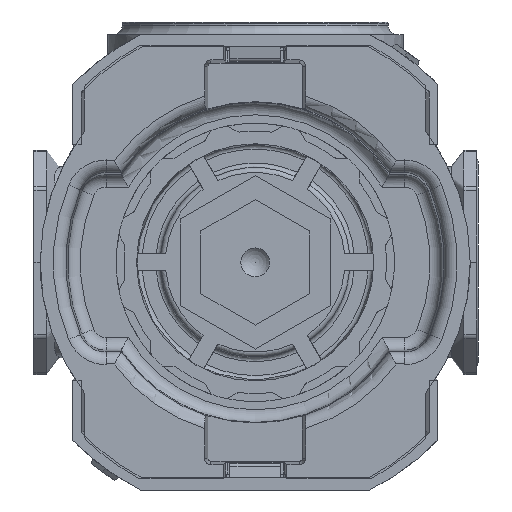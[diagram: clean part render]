
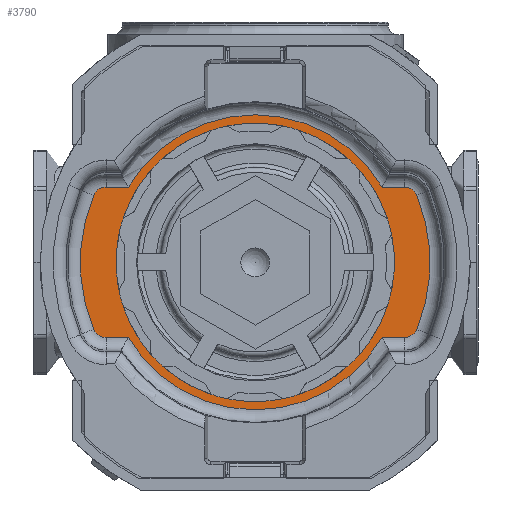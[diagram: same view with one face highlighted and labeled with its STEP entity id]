
A CAD part, front view. The second image highlights one B-rep face of the part: STEP entity #3790.
In plain terms, the highlighted planar face has unit normal (0, -1, 0).
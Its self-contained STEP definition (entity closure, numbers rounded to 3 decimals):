
#3790 = ADVANCED_FACE( '', ( #8681 ), #8682, .T. );
#8681 = FACE_OUTER_BOUND( '', #14734, .T. );
#8682 = PLANE( '', #14735 );
#14734 = EDGE_LOOP( '', ( #26731, #26732, #26733, #26734, #26735, #26736, #26737, #26738, #26739, #26740, #26741, #26742, #26743, #26744, #26745, #26746 ) );
#14735 = AXIS2_PLACEMENT_3D( '', #26747, #26748, #26749 );
#26731 = ORIENTED_EDGE( '', *, *, #38618, .F. );
#26732 = ORIENTED_EDGE( '', *, *, #40958, .T. );
#26733 = ORIENTED_EDGE( '', *, *, #40959, .F. );
#26734 = ORIENTED_EDGE( '', *, *, #40960, .T. );
#26735 = ORIENTED_EDGE( '', *, *, #38215, .T. );
#26736 = ORIENTED_EDGE( '', *, *, #40961, .T. );
#26737 = ORIENTED_EDGE( '', *, *, #40962, .T. );
#26738 = ORIENTED_EDGE( '', *, *, #37993, .F. );
#26739 = ORIENTED_EDGE( '', *, *, #40963, .T. );
#26740 = ORIENTED_EDGE( '', *, *, #36228, .T. );
#26741 = ORIENTED_EDGE( '', *, *, #36958, .T. );
#26742 = ORIENTED_EDGE( '', *, *, #39853, .F. );
#26743 = ORIENTED_EDGE( '', *, *, #40964, .F. );
#26744 = ORIENTED_EDGE( '', *, *, #38296, .F. );
#26745 = ORIENTED_EDGE( '', *, *, #38232, .F. );
#26746 = ORIENTED_EDGE( '', *, *, #37219, .T. );
#26747 = CARTESIAN_POINT( '', ( 0., 12., 0. ) );
#26748 = DIRECTION( '', ( 0., -1., 0. ) );
#26749 = DIRECTION( '', ( 0., 0., -1. ) );
#36228 = EDGE_CURVE( '', #43394, #43392, #43395, .T. );
#36958 = EDGE_CURVE( '', #43392, #44719, #44721, .T. );
#37219 = EDGE_CURVE( '', #45174, #45172, #45175, .T. );
#37993 = EDGE_CURVE( '', #46490, #46492, #46493, .T. );
#38215 = EDGE_CURVE( '', #46867, #46865, #46868, .T. );
#38232 = EDGE_CURVE( '', #45174, #46895, #46896, .T. );
#38296 = EDGE_CURVE( '', #46895, #46997, #46998, .T. );
#38618 = EDGE_CURVE( '', #47521, #45172, #47523, .T. );
#39853 = EDGE_CURVE( '', #49537, #44719, #49539, .T. );
#40958 = EDGE_CURVE( '', #47521, #51162, #51163, .T. );
#40959 = EDGE_CURVE( '', #51164, #51162, #51165, .T. );
#40960 = EDGE_CURVE( '', #51164, #46867, #51166, .T. );
#40961 = EDGE_CURVE( '', #46865, #51167, #51168, .T. );
#40962 = EDGE_CURVE( '', #51167, #46492, #51169, .T. );
#40963 = EDGE_CURVE( '', #46490, #43394, #51170, .T. );
#40964 = EDGE_CURVE( '', #46997, #49537, #51171, .T. );
#43392 = VERTEX_POINT( '', #54106 );
#43394 = VERTEX_POINT( '', #54121 );
#43395 = CIRCLE( '', #54122, 23.325 );
#44719 = VERTEX_POINT( '', #56495 );
#44721 = LINE( '', #56497, #56498 );
#45172 = VERTEX_POINT( '', #57167 );
#45174 = VERTEX_POINT( '', #57169 );
#45175 = LINE( '', #57170, #57171 );
#46490 = VERTEX_POINT( '', #59528 );
#46492 = VERTEX_POINT( '', #59530 );
#46493 = LINE( '', #59531, #59532 );
#46865 = VERTEX_POINT( '', #60229 );
#46867 = VERTEX_POINT( '', #60231 );
#46868 = CIRCLE( '', #60232, 2.15 );
#46895 = VERTEX_POINT( '', #60289 );
#46896 = CIRCLE( '', #60290, 2.15 );
#46997 = VERTEX_POINT( '', #60448 );
#46998 = CIRCLE( '', #60449, 27.65 );
#47521 = VERTEX_POINT( '', #61275 );
#47523 = LINE( '', #61290, #61291 );
#49537 = VERTEX_POINT( '', #64584 );
#49539 = LINE( '', #64586, #64587 );
#51162 = VERTEX_POINT( '', #67880 );
#51163 = CIRCLE( '', #67881, 23.325 );
#51164 = VERTEX_POINT( '', #67882 );
#51165 = LINE( '', #67883, #67884 );
#51166 = LINE( '', #67885, #67886 );
#51167 = VERTEX_POINT( '', #67887 );
#51168 = CIRCLE( '', #67888, 27.65 );
#51169 = CIRCLE( '', #67889, 2.15 );
#51170 = LINE( '', #67890, #67891 );
#51171 = CIRCLE( '', #67892, 2.15 );
#54106 = CARTESIAN_POINT( '', ( -20.067, 12., 11.89 ) );
#54121 = CARTESIAN_POINT( '', ( 20.067, 12., 11.89 ) );
#54122 = AXIS2_PLACEMENT_3D( '', #72628, #72629, #72630 );
#56495 = CARTESIAN_POINT( '', ( -23.559, 12., 11.89 ) );
#56497 = CARTESIAN_POINT( '', ( 23.559, 12., 11.89 ) );
#56498 = VECTOR( '', #73639, 1000. );
#57167 = CARTESIAN_POINT( '', ( -23.559, 12., -11.89 ) );
#57169 = CARTESIAN_POINT( '', ( -23.559, 12., -11.908 ) );
#57170 = CARTESIAN_POINT( '', ( -23.559, 12., -11.908 ) );
#57171 = VECTOR( '', #73993, 1000. );
#59528 = CARTESIAN_POINT( '', ( 23.559, 12., 11.89 ) );
#59530 = CARTESIAN_POINT( '', ( 23.559, 12., 11.908 ) );
#59531 = CARTESIAN_POINT( '', ( 23.559, 12., 9.758 ) );
#59532 = VECTOR( '', #74893, 1000. );
#60229 = CARTESIAN_POINT( '', ( 25.545, 12., -10.581 ) );
#60231 = CARTESIAN_POINT( '', ( 23.559, 12., -11.908 ) );
#60232 = AXIS2_PLACEMENT_3D( '', #75157, #75158, #75159 );
#60289 = CARTESIAN_POINT( '', ( -25.545, 12., -10.581 ) );
#60290 = AXIS2_PLACEMENT_3D( '', #75182, #75183, #75184 );
#60448 = CARTESIAN_POINT( '', ( -25.545, 12., 10.581 ) );
#60449 = AXIS2_PLACEMENT_3D( '', #75264, #75265, #75266 );
#61275 = CARTESIAN_POINT( '', ( -20.067, 12., -11.89 ) );
#61290 = CARTESIAN_POINT( '', ( 23.559, 12., -11.89 ) );
#61291 = VECTOR( '', #75676, 1000. );
#64584 = CARTESIAN_POINT( '', ( -23.559, 12., 11.908 ) );
#64586 = CARTESIAN_POINT( '', ( -23.559, 12., 11.908 ) );
#64587 = VECTOR( '', #77580, 1000. );
#67880 = CARTESIAN_POINT( '', ( 20.067, 12., -11.89 ) );
#67881 = AXIS2_PLACEMENT_3D( '', #78845, #78846, #78847 );
#67882 = CARTESIAN_POINT( '', ( 23.559, 12., -11.89 ) );
#67883 = CARTESIAN_POINT( '', ( 23.559, 12., -11.89 ) );
#67884 = VECTOR( '', #78848, 1000. );
#67885 = CARTESIAN_POINT( '', ( 23.559, 12., -9.758 ) );
#67886 = VECTOR( '', #78849, 1000. );
#67887 = CARTESIAN_POINT( '', ( 25.545, 12., 10.581 ) );
#67888 = AXIS2_PLACEMENT_3D( '', #78850, #78851, #78852 );
#67889 = AXIS2_PLACEMENT_3D( '', #78853, #78854, #78855 );
#67890 = CARTESIAN_POINT( '', ( 23.559, 12., 11.89 ) );
#67891 = VECTOR( '', #78856, 1000. );
#67892 = AXIS2_PLACEMENT_3D( '', #78857, #78858, #78859 );
#72628 = CARTESIAN_POINT( '', ( 0., 12., 0. ) );
#72629 = DIRECTION( '', ( 0., -1., 0. ) );
#72630 = DIRECTION( '', ( 0., 0., -1. ) );
#73639 = DIRECTION( '', ( -1., 0., 0. ) );
#73993 = DIRECTION( '', ( 0., 0., 1. ) );
#74893 = DIRECTION( '', ( 0., 0., 1. ) );
#75157 = CARTESIAN_POINT( '', ( 23.559, 12., -9.758 ) );
#75158 = DIRECTION( '', ( 0., -1., 0. ) );
#75159 = DIRECTION( '', ( 0., 0., -1. ) );
#75182 = CARTESIAN_POINT( '', ( -23.559, 12., -9.758 ) );
#75183 = DIRECTION( '', ( 0., 1., 0. ) );
#75184 = DIRECTION( '', ( 0., 0., 1. ) );
#75264 = CARTESIAN_POINT( '', ( 0., 12., 0. ) );
#75265 = DIRECTION( '', ( 0., 1., 0. ) );
#75266 = DIRECTION( '', ( 0., 0., 1. ) );
#75676 = DIRECTION( '', ( -1., 0., 0. ) );
#77580 = DIRECTION( '', ( 0., 0., -1. ) );
#78845 = CARTESIAN_POINT( '', ( 0., 12., 0. ) );
#78846 = DIRECTION( '', ( 0., -1., 0. ) );
#78847 = DIRECTION( '', ( 0., 0., -1. ) );
#78848 = DIRECTION( '', ( -1., 0., 0. ) );
#78849 = DIRECTION( '', ( 0., 0., -1. ) );
#78850 = CARTESIAN_POINT( '', ( 0., 12., 0. ) );
#78851 = DIRECTION( '', ( 0., -1., 0. ) );
#78852 = DIRECTION( '', ( 0., 0., -1. ) );
#78853 = CARTESIAN_POINT( '', ( 23.559, 12., 9.758 ) );
#78854 = DIRECTION( '', ( 0., -1., 0. ) );
#78855 = DIRECTION( '', ( 0., 0., -1. ) );
#78856 = DIRECTION( '', ( -1., 0., 0. ) );
#78857 = CARTESIAN_POINT( '', ( -23.559, 12., 9.758 ) );
#78858 = DIRECTION( '', ( 0., 1., 0. ) );
#78859 = DIRECTION( '', ( 0., 0., 1. ) );
